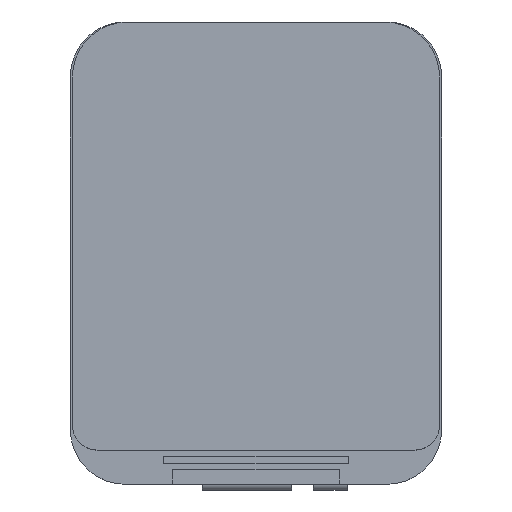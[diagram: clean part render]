
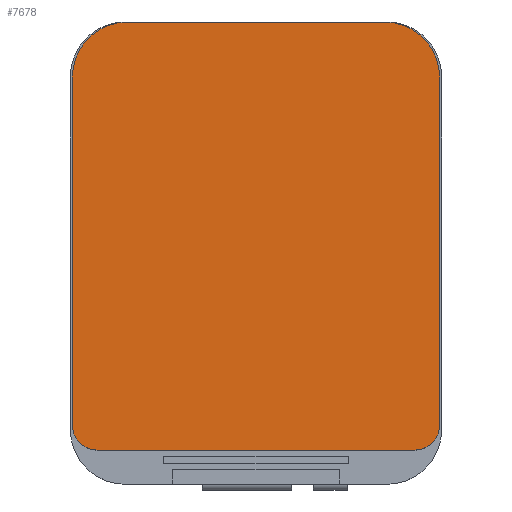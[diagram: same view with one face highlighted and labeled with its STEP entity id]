
A CAD part, top view. The second image highlights one B-rep face of the part: STEP entity #7678.
In plain terms, the highlighted planar face has unit normal (0, 0, 1).
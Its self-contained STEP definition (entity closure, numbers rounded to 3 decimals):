
#170=CIRCLE('',#8028,2.);
#171=CIRCLE('',#8029,4.46);
#172=CIRCLE('',#8030,4.46);
#173=CIRCLE('',#8031,2.);
#2026=ORIENTED_EDGE('',*,*,#2842,.F.);
#2027=ORIENTED_EDGE('',*,*,#2844,.T.);
#2028=ORIENTED_EDGE('',*,*,#2836,.F.);
#2029=ORIENTED_EDGE('',*,*,#2845,.T.);
#2030=ORIENTED_EDGE('',*,*,#2832,.F.);
#2031=ORIENTED_EDGE('',*,*,#2846,.T.);
#2032=ORIENTED_EDGE('',*,*,#2830,.F.);
#2033=ORIENTED_EDGE('',*,*,#2847,.T.);
#2830=EDGE_CURVE('',#3366,#3367,#3816,.T.);
#2832=EDGE_CURVE('',#3368,#3369,#3818,.T.);
#2836=EDGE_CURVE('',#3372,#3373,#3822,.T.);
#2842=EDGE_CURVE('',#3378,#3379,#3828,.T.);
#2844=EDGE_CURVE('',#3378,#3373,#170,.F.);
#2845=EDGE_CURVE('',#3372,#3369,#171,.F.);
#2846=EDGE_CURVE('',#3368,#3367,#172,.F.);
#2847=EDGE_CURVE('',#3366,#3379,#173,.F.);
#3366=VERTEX_POINT('',#13175);
#3367=VERTEX_POINT('',#13177);
#3368=VERTEX_POINT('',#13181);
#3369=VERTEX_POINT('',#13182);
#3372=VERTEX_POINT('',#13190);
#3373=VERTEX_POINT('',#13191);
#3378=VERTEX_POINT('',#13202);
#3379=VERTEX_POINT('',#13204);
#3816=LINE('',#13176,#4266);
#3818=LINE('',#13180,#4268);
#3822=LINE('',#13189,#4272);
#3828=LINE('',#13203,#4278);
#4266=VECTOR('',#9100,1000.);
#4268=VECTOR('',#9104,1000.);
#4272=VECTOR('',#9110,1000.);
#4278=VECTOR('',#9118,1000.);
#4614=EDGE_LOOP('',(#2026,#2027,#2028,#2029,#2030,#2031,#2032,#2033));
#4954=FACE_BOUND('',#4614,.T.);
#5204=PLANE('',#8027);
#7678=ADVANCED_FACE('',(#4954),#5204,.F.);
#8027=AXIS2_PLACEMENT_3D('',#13206,#9120,#9121);
#8028=AXIS2_PLACEMENT_3D('',#13207,#9122,#9123);
#8029=AXIS2_PLACEMENT_3D('',#13208,#9124,#9125);
#8030=AXIS2_PLACEMENT_3D('',#13209,#9126,#9127);
#8031=AXIS2_PLACEMENT_3D('',#13210,#9128,#9129);
#9100=DIRECTION('',(0.,1.,0.));
#9104=DIRECTION('',(1.,0.,0.));
#9110=DIRECTION('',(0.,-1.,0.));
#9118=DIRECTION('',(-1.,0.,0.));
#9120=DIRECTION('',(0.,0.,-1.));
#9121=DIRECTION('',(-1.,0.,0.));
#9122=DIRECTION('',(0.,0.,-1.));
#9123=DIRECTION('',(-1.,0.,0.));
#9124=DIRECTION('',(0.,0.,-1.));
#9125=DIRECTION('',(-1.,0.,0.));
#9126=DIRECTION('',(0.,0.,-1.));
#9127=DIRECTION('',(-1.,0.,0.));
#9128=DIRECTION('',(0.,0.,-1.));
#9129=DIRECTION('',(-1.,0.,0.));
#13175=CARTESIAN_POINT('',(-14.91,-13.995,1.62));
#13176=CARTESIAN_POINT('',(-14.91,-15.995,1.62));
#13177=CARTESIAN_POINT('',(-14.91,14.305,1.62));
#13180=CARTESIAN_POINT('',(-14.91,18.765,1.62));
#13181=CARTESIAN_POINT('',(-10.45,18.765,1.62));
#13182=CARTESIAN_POINT('',(10.45,18.765,1.62));
#13189=CARTESIAN_POINT('',(14.91,18.765,1.62));
#13190=CARTESIAN_POINT('',(14.91,14.305,1.62));
#13191=CARTESIAN_POINT('',(14.91,-13.995,1.62));
#13202=CARTESIAN_POINT('',(12.91,-15.995,1.62));
#13203=CARTESIAN_POINT('',(14.91,-15.995,1.62));
#13204=CARTESIAN_POINT('',(-12.91,-15.995,1.62));
#13206=CARTESIAN_POINT('',(0.,0.,1.62));
#13207=CARTESIAN_POINT('',(12.91,-13.995,1.62));
#13208=CARTESIAN_POINT('',(10.45,14.305,1.62));
#13209=CARTESIAN_POINT('',(-10.45,14.305,1.62));
#13210=CARTESIAN_POINT('',(-12.91,-13.995,1.62));
